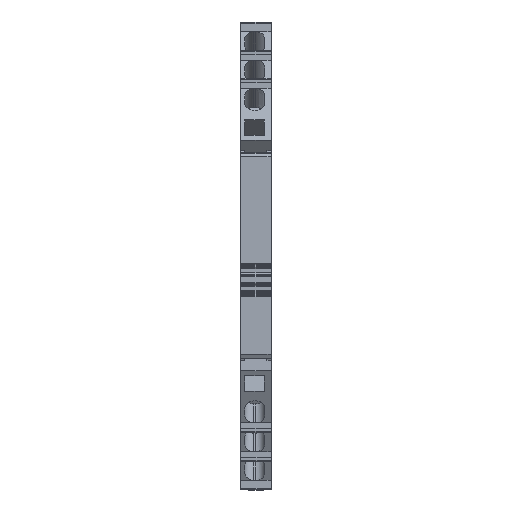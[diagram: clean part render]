
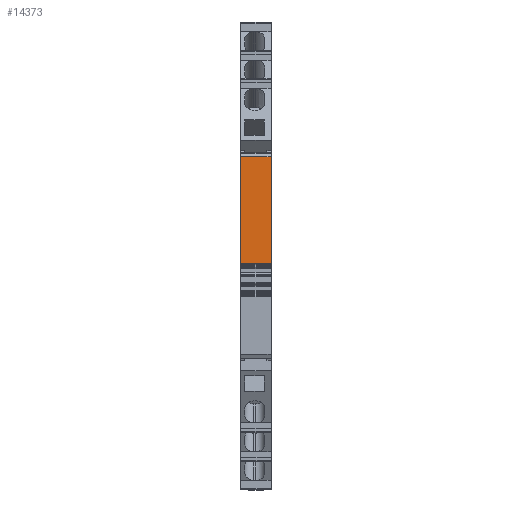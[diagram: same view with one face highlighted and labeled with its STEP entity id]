
A CAD part, top view. The second image highlights one B-rep face of the part: STEP entity #14373.
In plain terms, the highlighted planar face has unit normal (0, 0, 1).
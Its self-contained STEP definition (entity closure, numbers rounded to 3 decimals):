
#1610=AXIS2_PLACEMENT_3D('Plane Axis2P3D',#1607,#1608,#1609) ;
#1607=CARTESIAN_POINT('Axis2P3D Location',(0.,44.838,97.8)) ;
#6768=CARTESIAN_POINT('Vertex',(0.,65.706,97.8)) ;
#6772=CARTESIAN_POINT('Control Point',(5.2,65.706,97.8)) ;
#6773=CARTESIAN_POINT('Control Point',(0.,65.706,97.8)) ;
#6774=CARTESIAN_POINT('Vertex',(5.2,65.706,97.8)) ;
#6777=CARTESIAN_POINT('Line Origine',(5.65,65.706,97.8)) ;
#6781=CARTESIAN_POINT('Vertex',(6.1,65.706,97.8)) ;
#6817=CARTESIAN_POINT('Vertex',(0.,44.712,97.8)) ;
#6833=CARTESIAN_POINT('Vertex',(6.1,44.712,97.8)) ;
#6836=CARTESIAN_POINT('Line Origine',(7.5,44.712,97.8)) ;
#13212=CARTESIAN_POINT('Line Origine',(6.1,55.209,97.8)) ;
#13616=CARTESIAN_POINT('Line Origine',(0.,44.774,97.8)) ;
#13620=CARTESIAN_POINT('Vertex',(0.,44.835,97.8)) ;
#13624=CARTESIAN_POINT('Control Point',(0.,44.697,97.741)) ;
#13625=CARTESIAN_POINT('Control Point',(0.,44.719,97.764)) ;
#13626=CARTESIAN_POINT('Control Point',(0.,44.745,97.781)) ;
#13627=CARTESIAN_POINT('Control Point',(0.,44.776,97.794)) ;
#13628=CARTESIAN_POINT('Control Point',(0.,44.807,97.8)) ;
#13629=CARTESIAN_POINT('Control Point',(0.,44.838,97.8)) ;
#13630=CARTESIAN_POINT('Vertex',(0.,44.836,97.8)) ;
#13634=CARTESIAN_POINT('Control Point',(0.,44.697,97.741)) ;
#13635=CARTESIAN_POINT('Control Point',(0.,44.719,97.764)) ;
#13636=CARTESIAN_POINT('Control Point',(0.,44.745,97.781)) ;
#13637=CARTESIAN_POINT('Control Point',(0.,44.776,97.794)) ;
#13638=CARTESIAN_POINT('Control Point',(0.,44.807,97.8)) ;
#13639=CARTESIAN_POINT('Control Point',(0.,44.838,97.8)) ;
#13640=CARTESIAN_POINT('Vertex',(0.,44.838,97.8)) ;
#13644=CARTESIAN_POINT('Control Point',(0.,44.838,97.8)) ;
#13645=CARTESIAN_POINT('Control Point',(0.,65.706,97.8)) ;
#1608=DIRECTION('Axis2P3D Direction',(0.,0.,1.)) ;
#1609=DIRECTION('Axis2P3D XDirection',(1.,0.,0.)) ;
#6778=DIRECTION('Vector Direction',(-1.,0.,0.)) ;
#6837=DIRECTION('Vector Direction',(-1.,0.,0.)) ;
#13213=DIRECTION('Vector Direction',(0.,-1.,0.)) ;
#13617=DIRECTION('Vector Direction',(0.,-1.,0.)) ;
#6779=VECTOR('Line Direction',#6778,1.) ;
#6838=VECTOR('Line Direction',#6837,1.) ;
#13214=VECTOR('Line Direction',#13213,1.) ;
#13618=VECTOR('Line Direction',#13617,1.) ;
#14364=ORIENTED_EDGE('',*,*,#13642,.F.) ;
#14365=ORIENTED_EDGE('',*,*,#13632,.F.) ;
#14366=ORIENTED_EDGE('',*,*,#13622,.F.) ;
#14367=ORIENTED_EDGE('',*,*,#6840,.T.) ;
#14368=ORIENTED_EDGE('',*,*,#13216,.F.) ;
#14369=ORIENTED_EDGE('',*,*,#6783,.F.) ;
#14370=ORIENTED_EDGE('',*,*,#6776,.F.) ;
#14371=ORIENTED_EDGE('',*,*,#13646,.F.) ;
#14373=ADVANCED_FACE('GEHAEUSE',(#14372),#1611,.T.) ;
#6771=B_SPLINE_CURVE_WITH_KNOTS('',1,(#6772,#6773),.UNSPECIFIED.,.F.,.U.,(2,2),(0.,5.2),.UNSPECIFIED.) ;
#13623=B_SPLINE_CURVE_WITH_KNOTS('',5,(#13624,#13625,#13626,#13627,#13628,#13629),.UNSPECIFIED.,.F.,.U.,(6,6),(0.,0.159),.UNSPECIFIED.) ;
#13633=B_SPLINE_CURVE_WITH_KNOTS('',5,(#13634,#13635,#13636,#13637,#13638,#13639),.UNSPECIFIED.,.F.,.U.,(6,6),(0.,0.159),.UNSPECIFIED.) ;
#13643=B_SPLINE_CURVE_WITH_KNOTS('',1,(#13644,#13645),.UNSPECIFIED.,.F.,.U.,(2,2),(0.,20.868),.UNSPECIFIED.) ;
#6776=EDGE_CURVE('',#6769,#6775,#6771,.F.) ;
#6783=EDGE_CURVE('',#6775,#6782,#6780,.F.) ;
#6840=EDGE_CURVE('',#6818,#6834,#6839,.F.) ;
#13216=EDGE_CURVE('',#6782,#6834,#13215,.T.) ;
#13622=EDGE_CURVE('',#6818,#13621,#13619,.F.) ;
#13632=EDGE_CURVE('',#13621,#13631,#13623,.T.) ;
#13642=EDGE_CURVE('',#13631,#13641,#13633,.T.) ;
#13646=EDGE_CURVE('',#13641,#6769,#13643,.T.) ;
#14363=EDGE_LOOP('',(#14364,#14365,#14366,#14367,#14368,#14369,#14370,#14371)) ;
#14372=FACE_OUTER_BOUND('',#14363,.T.) ;
#6780=LINE('Line',#6777,#6779) ;
#6839=LINE('Line',#6836,#6838) ;
#13215=LINE('Line',#13212,#13214) ;
#13619=LINE('Line',#13616,#13618) ;
#1611=PLANE('',#1610) ;
#6769=VERTEX_POINT('',#6768) ;
#6775=VERTEX_POINT('',#6774) ;
#6782=VERTEX_POINT('',#6781) ;
#6818=VERTEX_POINT('',#6817) ;
#6834=VERTEX_POINT('',#6833) ;
#13621=VERTEX_POINT('',#13620) ;
#13631=VERTEX_POINT('',#13630) ;
#13641=VERTEX_POINT('',#13640) ;
